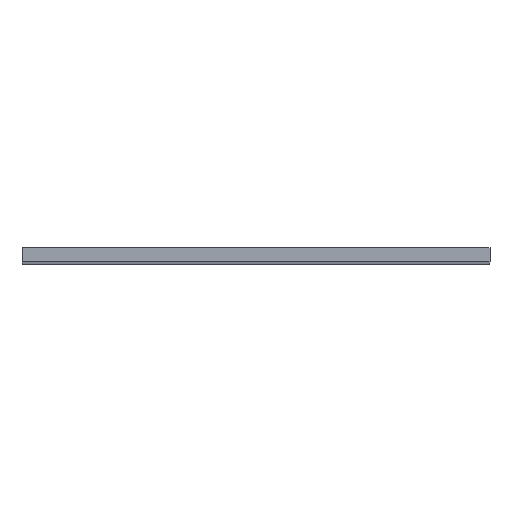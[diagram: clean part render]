
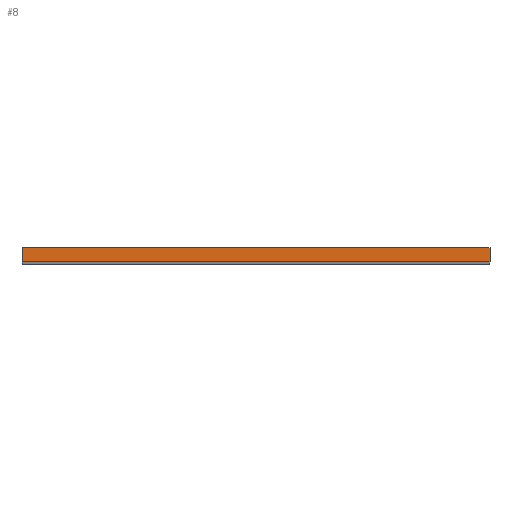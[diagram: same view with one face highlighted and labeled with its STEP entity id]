
A CAD part, top view. The second image highlights one B-rep face of the part: STEP entity #8.
In plain terms, the highlighted planar face has unit normal (0, 0, 1).
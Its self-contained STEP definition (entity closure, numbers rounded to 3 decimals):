
#8 = ADVANCED_FACE ( 'NONE', ( #229 ), #254, .F. ) ;
#51 = CARTESIAN_POINT ( 'NONE',  ( 50., 3., 60. ) ) ;
#111 = DIRECTION ( 'NONE',  ( -1., 0., 0. ) ) ;
#174 = EDGE_CURVE ( 'NONE', #722, #987, #200, .T. ) ;
#200 = LINE ( 'NONE', #51, #1009 ) ;
#220 = VECTOR ( 'NONE', #446, 1000. ) ;
#229 = FACE_OUTER_BOUND ( 'NONE', #256, .T. ) ;
#249 = VERTEX_POINT ( 'NONE', #473 ) ;
#254 = PLANE ( 'NONE',  #634 ) ;
#256 = EDGE_LOOP ( 'NONE', ( #708, #450, #325, #516 ) ) ;
#269 = CARTESIAN_POINT ( 'NONE',  ( -50., 3., 60. ) ) ;
#289 = DIRECTION ( 'NONE',  ( 0., -1., 0. ) ) ;
#325 = ORIENTED_EDGE ( 'NONE', *, *, #329, .F. ) ;
#329 = EDGE_CURVE ( 'NONE', #249, #722, #396, .T. ) ;
#341 = CARTESIAN_POINT ( 'NONE',  ( -50., 3., 60. ) ) ;
#348 = VERTEX_POINT ( 'NONE', #715 ) ;
#396 = LINE ( 'NONE', #723, #461 ) ;
#421 = DIRECTION ( 'NONE',  ( 0., 0., -1. ) ) ;
#431 = CARTESIAN_POINT ( 'NONE',  ( 50., 3., 60. ) ) ;
#446 = DIRECTION ( 'NONE',  ( 0., -1., 0. ) ) ;
#450 = ORIENTED_EDGE ( 'NONE', *, *, #174, .F. ) ;
#461 = VECTOR ( 'NONE', #798, 1000. ) ;
#473 = CARTESIAN_POINT ( 'NONE',  ( -50., 3., 60. ) ) ;
#500 = DIRECTION ( 'NONE',  ( 1., 0., 0. ) ) ;
#516 = ORIENTED_EDGE ( 'NONE', *, *, #589, .T. ) ;
#548 = EDGE_CURVE ( 'NONE', #348, #987, #997, .T. ) ;
#589 = EDGE_CURVE ( 'NONE', #249, #348, #693, .T. ) ;
#634 = AXIS2_PLACEMENT_3D ( 'NONE', #341, #421, #111 ) ;
#665 = CARTESIAN_POINT ( 'NONE',  ( -50., 0., 60. ) ) ;
#693 = LINE ( 'NONE', #269, #220 ) ;
#708 = ORIENTED_EDGE ( 'NONE', *, *, #548, .T. ) ;
#714 = CARTESIAN_POINT ( 'NONE',  ( 50., 0., 60. ) ) ;
#715 = CARTESIAN_POINT ( 'NONE',  ( -50., 0., 60. ) ) ;
#722 = VERTEX_POINT ( 'NONE', #431 ) ;
#723 = CARTESIAN_POINT ( 'NONE',  ( -50., 3., 60. ) ) ;
#791 = VECTOR ( 'NONE', #500, 1000. ) ;
#798 = DIRECTION ( 'NONE',  ( 1., 0., 0. ) ) ;
#987 = VERTEX_POINT ( 'NONE', #714 ) ;
#997 = LINE ( 'NONE', #665, #791 ) ;
#1009 = VECTOR ( 'NONE', #289, 1000. ) ;
